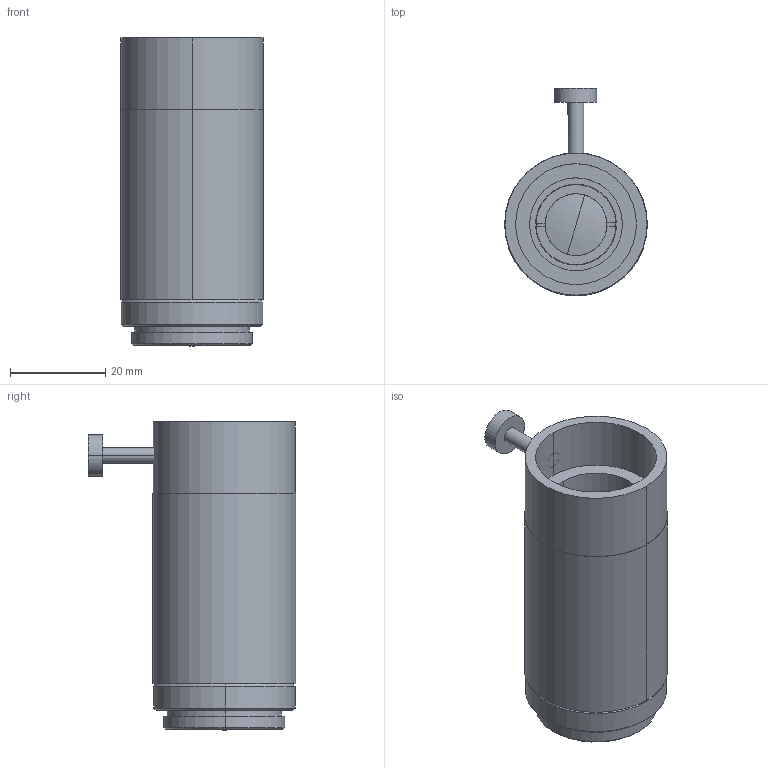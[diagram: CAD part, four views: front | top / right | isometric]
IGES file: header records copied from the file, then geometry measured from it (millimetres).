
Start section: SolidWorks IGES file using analytic representation for surfaces
Global section: file name: 53042.igs; native system: SolidWorks 2011; preprocessor: SolidWorks 2011; author: BillB; date: 120712.154407; units: millimetre
Bounding box: 30 x 43.61 x 64.73 mm (x, y, z)
Volume: 17494.1 mm3; surface area: 16107.3 mm2
Topology: 6 solids, 6 shells, 96 faces, 206 edges, 132 vertices
Faces by surface type: revolution 64, plane 32
